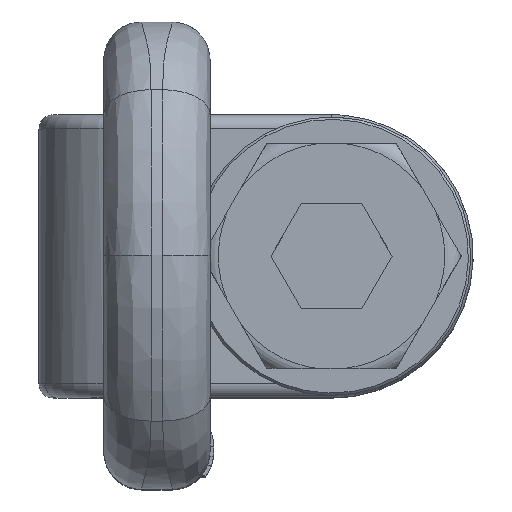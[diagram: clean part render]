
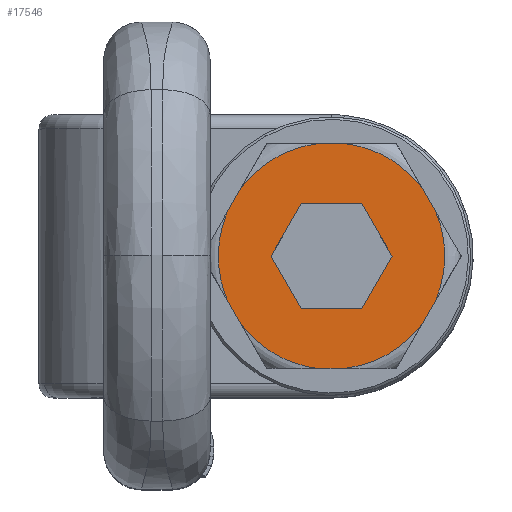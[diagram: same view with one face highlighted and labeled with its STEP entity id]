
A CAD part, top view. The second image highlights one B-rep face of the part: STEP entity #17546.
In plain terms, the highlighted face is planar.
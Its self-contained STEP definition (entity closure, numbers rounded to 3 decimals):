
#16896=CARTESIAN_POINT('Vertex',(1.,0.,12.817)) ;
#16912=CARTESIAN_POINT('Vertex',(1.,11.1,6.409)) ;
#16915=CARTESIAN_POINT('Line Origine',(1.,5.55,9.613)) ;
#16983=CARTESIAN_POINT('Vertex',(1.,-11.1,6.409)) ;
#16986=CARTESIAN_POINT('Line Origine',(1.,-5.55,9.613)) ;
#17007=CARTESIAN_POINT('Vertex',(1.,-11.1,-6.409)) ;
#17010=CARTESIAN_POINT('Line Origine',(1.,-11.1,0.)) ;
#17031=CARTESIAN_POINT('Vertex',(1.,0.,-12.817)) ;
#17034=CARTESIAN_POINT('Line Origine',(1.,-5.55,-9.613)) ;
#17055=CARTESIAN_POINT('Vertex',(1.,11.1,-6.409)) ;
#17058=CARTESIAN_POINT('Line Origine',(1.,5.55,-9.613)) ;
#17075=CARTESIAN_POINT('Line Origine',(1.,11.1,0.)) ;
#17113=CARTESIAN_POINT('Vertex',(1.,-9.347,22.085)) ;
#17147=CARTESIAN_POINT('Vertex',(1.,-14.453,19.137)) ;
#17150=CARTESIAN_POINT('Line Origine',(1.,-11.9,20.611)) ;
#17190=CARTESIAN_POINT('Vertex',(1.,14.453,19.137)) ;
#17217=CARTESIAN_POINT('Vertex',(1.,9.347,22.085)) ;
#17220=CARTESIAN_POINT('Line Origine',(1.,11.9,20.611)) ;
#17260=CARTESIAN_POINT('Vertex',(1.,23.8,-2.948)) ;
#17287=CARTESIAN_POINT('Vertex',(1.,23.8,2.948)) ;
#17290=CARTESIAN_POINT('Line Origine',(1.,23.8,0.)) ;
#17330=CARTESIAN_POINT('Vertex',(1.,9.347,-22.085)) ;
#17357=CARTESIAN_POINT('Vertex',(1.,14.453,-19.137)) ;
#17360=CARTESIAN_POINT('Line Origine',(1.,11.9,-20.611)) ;
#17400=CARTESIAN_POINT('Vertex',(1.,-14.453,-19.137)) ;
#17427=CARTESIAN_POINT('Vertex',(1.,-9.347,-22.085)) ;
#17430=CARTESIAN_POINT('Line Origine',(1.,-11.9,-20.611)) ;
#17444=CARTESIAN_POINT('Axis2P3D Location',(1.,0.,23.058)) ;
#17450=CARTESIAN_POINT('Control Point',(1.,-14.453,19.137)) ;
#17451=CARTESIAN_POINT('Control Point',(1.,-15.641,18.24)) ;
#17452=CARTESIAN_POINT('Control Point',(1.,-16.76,17.25)) ;
#17453=CARTESIAN_POINT('Control Point',(1.,-17.8,16.175)) ;
#17454=CARTESIAN_POINT('Control Point',(1.,-20.254,13.207)) ;
#17455=CARTESIAN_POINT('Control Point',(1.,-22.081,9.795)) ;
#17456=CARTESIAN_POINT('Control Point',(1.,-22.936,7.579)) ;
#17457=CARTESIAN_POINT('Control Point',(1.,-23.511,5.281)) ;
#17458=CARTESIAN_POINT('Control Point',(1.,-23.8,2.948)) ;
#17459=CARTESIAN_POINT('Vertex',(1.,-23.8,2.948)) ;
#17462=CARTESIAN_POINT('Line Origine',(1.,-23.8,0.)) ;
#17466=CARTESIAN_POINT('Vertex',(1.,-23.8,-2.948)) ;
#17470=CARTESIAN_POINT('Control Point',(1.,-23.8,-2.948)) ;
#17471=CARTESIAN_POINT('Control Point',(1.,-23.481,-5.523)) ;
#17472=CARTESIAN_POINT('Control Point',(1.,-22.814,-8.055)) ;
#17473=CARTESIAN_POINT('Control Point',(1.,-21.806,-10.482)) ;
#17474=CARTESIAN_POINT('Control Point',(1.,-19.847,-13.826)) ;
#17475=CARTESIAN_POINT('Control Point',(1.,-17.283,-16.696)) ;
#17476=CARTESIAN_POINT('Control Point',(1.,-16.392,-17.572)) ;
#17477=CARTESIAN_POINT('Control Point',(1.,-15.447,-18.387)) ;
#17478=CARTESIAN_POINT('Control Point',(1.,-14.453,-19.137)) ;
#17481=CARTESIAN_POINT('Control Point',(1.,-9.347,-22.085)) ;
#17482=CARTESIAN_POINT('Control Point',(1.,-7.781,-22.748)) ;
#17483=CARTESIAN_POINT('Control Point',(1.,-6.156,-23.272)) ;
#17484=CARTESIAN_POINT('Control Point',(1.,-4.488,-23.651)) ;
#17485=CARTESIAN_POINT('Control Point',(1.,-0.667,-24.166)) ;
#17486=CARTESIAN_POINT('Control Point',(1.,3.189,-23.914)) ;
#17487=CARTESIAN_POINT('Control Point',(1.,5.313,-23.534)) ;
#17488=CARTESIAN_POINT('Control Point',(1.,7.376,-22.919)) ;
#17489=CARTESIAN_POINT('Control Point',(1.,9.347,-22.085)) ;
#17492=CARTESIAN_POINT('Control Point',(1.,14.453,-19.137)) ;
#17493=CARTESIAN_POINT('Control Point',(1.,15.641,-18.24)) ;
#17494=CARTESIAN_POINT('Control Point',(1.,16.76,-17.25)) ;
#17495=CARTESIAN_POINT('Control Point',(1.,17.8,-16.175)) ;
#17496=CARTESIAN_POINT('Control Point',(1.,20.254,-13.207)) ;
#17497=CARTESIAN_POINT('Control Point',(1.,22.081,-9.795)) ;
#17498=CARTESIAN_POINT('Control Point',(1.,22.936,-7.579)) ;
#17499=CARTESIAN_POINT('Control Point',(1.,23.511,-5.281)) ;
#17500=CARTESIAN_POINT('Control Point',(1.,23.8,-2.948)) ;
#17503=CARTESIAN_POINT('Control Point',(1.,23.8,2.948)) ;
#17504=CARTESIAN_POINT('Control Point',(1.,23.481,5.523)) ;
#17505=CARTESIAN_POINT('Control Point',(1.,22.814,8.055)) ;
#17506=CARTESIAN_POINT('Control Point',(1.,21.806,10.482)) ;
#17507=CARTESIAN_POINT('Control Point',(1.,19.847,13.826)) ;
#17508=CARTESIAN_POINT('Control Point',(1.,17.283,16.696)) ;
#17509=CARTESIAN_POINT('Control Point',(1.,16.392,17.572)) ;
#17510=CARTESIAN_POINT('Control Point',(1.,15.447,18.387)) ;
#17511=CARTESIAN_POINT('Control Point',(1.,14.453,19.137)) ;
#17514=CARTESIAN_POINT('Control Point',(1.,9.347,22.085)) ;
#17515=CARTESIAN_POINT('Control Point',(1.,7.781,22.748)) ;
#17516=CARTESIAN_POINT('Control Point',(1.,6.156,23.272)) ;
#17517=CARTESIAN_POINT('Control Point',(1.,4.488,23.651)) ;
#17518=CARTESIAN_POINT('Control Point',(1.,0.667,24.166)) ;
#17519=CARTESIAN_POINT('Control Point',(1.,-3.189,23.914)) ;
#17520=CARTESIAN_POINT('Control Point',(1.,-5.313,23.534)) ;
#17521=CARTESIAN_POINT('Control Point',(1.,-7.376,22.919)) ;
#17522=CARTESIAN_POINT('Control Point',(1.,-9.347,22.085)) ;
#16916=DIRECTION('Vector Direction',(0.,-0.866,0.5)) ;
#16987=DIRECTION('Vector Direction',(0.,-0.866,-0.5)) ;
#17011=DIRECTION('Vector Direction',(0.,0.,-1.)) ;
#17035=DIRECTION('Vector Direction',(0.,0.866,-0.5)) ;
#17059=DIRECTION('Vector Direction',(0.,0.866,0.5)) ;
#17076=DIRECTION('Vector Direction',(0.,0.,1.)) ;
#17151=DIRECTION('Vector Direction',(0.,-0.866,-0.5)) ;
#17221=DIRECTION('Vector Direction',(0.,-0.866,0.5)) ;
#17291=DIRECTION('Vector Direction',(0.,0.,1.)) ;
#17361=DIRECTION('Vector Direction',(0.,0.866,0.5)) ;
#17431=DIRECTION('Vector Direction',(0.,0.866,-0.5)) ;
#17445=DIRECTION('Axis2P3D Direction',(-1.,0.,0.)) ;
#17446=DIRECTION('Axis2P3D XDirection',(0.,1.,0.)) ;
#17463=DIRECTION('Vector Direction',(0.,0.,-1.)) ;
#17447=AXIS2_PLACEMENT_3D('Plane Axis2P3D',#17444,#17445,#17446) ;
#17525=ORIENTED_EDGE('',*,*,#17154,.T.) ;
#17526=ORIENTED_EDGE('',*,*,#17461,.T.) ;
#17527=ORIENTED_EDGE('',*,*,#17468,.T.) ;
#17528=ORIENTED_EDGE('',*,*,#17479,.T.) ;
#17529=ORIENTED_EDGE('',*,*,#17434,.T.) ;
#17530=ORIENTED_EDGE('',*,*,#17490,.T.) ;
#17531=ORIENTED_EDGE('',*,*,#17364,.T.) ;
#17532=ORIENTED_EDGE('',*,*,#17501,.T.) ;
#17533=ORIENTED_EDGE('',*,*,#17294,.T.) ;
#17534=ORIENTED_EDGE('',*,*,#17512,.T.) ;
#17535=ORIENTED_EDGE('',*,*,#17224,.T.) ;
#17536=ORIENTED_EDGE('',*,*,#17523,.T.) ;
#17539=ORIENTED_EDGE('',*,*,#17038,.F.) ;
#17540=ORIENTED_EDGE('',*,*,#17014,.F.) ;
#17541=ORIENTED_EDGE('',*,*,#16990,.F.) ;
#17542=ORIENTED_EDGE('',*,*,#16919,.F.) ;
#17543=ORIENTED_EDGE('',*,*,#17079,.F.) ;
#17544=ORIENTED_EDGE('',*,*,#17062,.F.) ;
#17545=FACE_BOUND('',#17538,.T.) ;
#16917=VECTOR('Line Direction',#16916,1.) ;
#16988=VECTOR('Line Direction',#16987,1.) ;
#17012=VECTOR('Line Direction',#17011,1.) ;
#17036=VECTOR('Line Direction',#17035,1.) ;
#17060=VECTOR('Line Direction',#17059,1.) ;
#17077=VECTOR('Line Direction',#17076,1.) ;
#17152=VECTOR('Line Direction',#17151,1.) ;
#17222=VECTOR('Line Direction',#17221,1.) ;
#17292=VECTOR('Line Direction',#17291,1.) ;
#17362=VECTOR('Line Direction',#17361,1.) ;
#17432=VECTOR('Line Direction',#17431,1.) ;
#17464=VECTOR('Line Direction',#17463,1.) ;
#17546=ADVANCED_FACE('\X2\672C9AD4\X0\.2',(#17537,#17545),#17448,.F.) ;
#17449=B_SPLINE_CURVE_WITH_KNOTS('',5,(#17450,#17451,#17452,#17453,#17454,#17455,#17456,#17457,#17458),.UNSPECIFIED.,.F.,.U.,(6,3,6),(40.496,51.026,67.652),.UNSPECIFIED.) ;
#17469=B_SPLINE_CURVE_WITH_KNOTS('',5,(#17470,#17471,#17472,#17473,#17474,#17475,#17476,#17477,#17478),.UNSPECIFIED.,.F.,.U.,(6,3,6),(0.,18.349,27.157),.UNSPECIFIED.) ;
#17480=B_SPLINE_CURVE_WITH_KNOTS('',5,(#17481,#17482,#17483,#17484,#17485,#17486,#17487,#17488,#17489),.UNSPECIFIED.,.F.,.U.,(6,3,6),(4.98,17.006,32.137),.UNSPECIFIED.) ;
#17491=B_SPLINE_CURVE_WITH_KNOTS('',5,(#17492,#17493,#17494,#17495,#17496,#17497,#17498,#17499,#17500),.UNSPECIFIED.,.F.,.U.,(6,3,6),(40.496,51.026,67.652),.UNSPECIFIED.) ;
#17502=B_SPLINE_CURVE_WITH_KNOTS('',5,(#17503,#17504,#17505,#17506,#17507,#17508,#17509,#17510,#17511),.UNSPECIFIED.,.F.,.U.,(6,3,6),(0.,18.349,27.157),.UNSPECIFIED.) ;
#17513=B_SPLINE_CURVE_WITH_KNOTS('',5,(#17514,#17515,#17516,#17517,#17518,#17519,#17520,#17521,#17522),.UNSPECIFIED.,.F.,.U.,(6,3,6),(4.98,17.006,32.137),.UNSPECIFIED.) ;
#16919=EDGE_CURVE('',#16913,#16897,#16918,.T.) ;
#16990=EDGE_CURVE('',#16897,#16984,#16989,.T.) ;
#17014=EDGE_CURVE('',#16984,#17008,#17013,.T.) ;
#17038=EDGE_CURVE('',#17008,#17032,#17037,.T.) ;
#17062=EDGE_CURVE('',#17032,#17056,#17061,.T.) ;
#17079=EDGE_CURVE('',#17056,#16913,#17078,.T.) ;
#17154=EDGE_CURVE('',#17114,#17148,#17153,.T.) ;
#17224=EDGE_CURVE('',#17191,#17218,#17223,.T.) ;
#17294=EDGE_CURVE('',#17261,#17288,#17293,.T.) ;
#17364=EDGE_CURVE('',#17331,#17358,#17363,.T.) ;
#17434=EDGE_CURVE('',#17401,#17428,#17433,.T.) ;
#17461=EDGE_CURVE('',#17148,#17460,#17449,.T.) ;
#17468=EDGE_CURVE('',#17460,#17467,#17465,.T.) ;
#17479=EDGE_CURVE('',#17467,#17401,#17469,.T.) ;
#17490=EDGE_CURVE('',#17428,#17331,#17480,.T.) ;
#17501=EDGE_CURVE('',#17358,#17261,#17491,.T.) ;
#17512=EDGE_CURVE('',#17288,#17191,#17502,.T.) ;
#17523=EDGE_CURVE('',#17218,#17114,#17513,.T.) ;
#17524=EDGE_LOOP('',(#17525,#17526,#17527,#17528,#17529,#17530,#17531,#17532,#17533,#17534,#17535,#17536)) ;
#17538=EDGE_LOOP('',(#17539,#17540,#17541,#17542,#17543,#17544)) ;
#17537=FACE_OUTER_BOUND('',#17524,.T.) ;
#16918=LINE('Line',#16915,#16917) ;
#16989=LINE('Line',#16986,#16988) ;
#17013=LINE('Line',#17010,#17012) ;
#17037=LINE('Line',#17034,#17036) ;
#17061=LINE('Line',#17058,#17060) ;
#17078=LINE('Line',#17075,#17077) ;
#17153=LINE('Line',#17150,#17152) ;
#17223=LINE('Line',#17220,#17222) ;
#17293=LINE('Line',#17290,#17292) ;
#17363=LINE('Line',#17360,#17362) ;
#17433=LINE('Line',#17430,#17432) ;
#17465=LINE('Line',#17462,#17464) ;
#17448=PLANE('',#17447) ;
#16897=VERTEX_POINT('',#16896) ;
#16913=VERTEX_POINT('',#16912) ;
#16984=VERTEX_POINT('',#16983) ;
#17008=VERTEX_POINT('',#17007) ;
#17032=VERTEX_POINT('',#17031) ;
#17056=VERTEX_POINT('',#17055) ;
#17114=VERTEX_POINT('',#17113) ;
#17148=VERTEX_POINT('',#17147) ;
#17191=VERTEX_POINT('',#17190) ;
#17218=VERTEX_POINT('',#17217) ;
#17261=VERTEX_POINT('',#17260) ;
#17288=VERTEX_POINT('',#17287) ;
#17331=VERTEX_POINT('',#17330) ;
#17358=VERTEX_POINT('',#17357) ;
#17401=VERTEX_POINT('',#17400) ;
#17428=VERTEX_POINT('',#17427) ;
#17460=VERTEX_POINT('',#17459) ;
#17467=VERTEX_POINT('',#17466) ;
